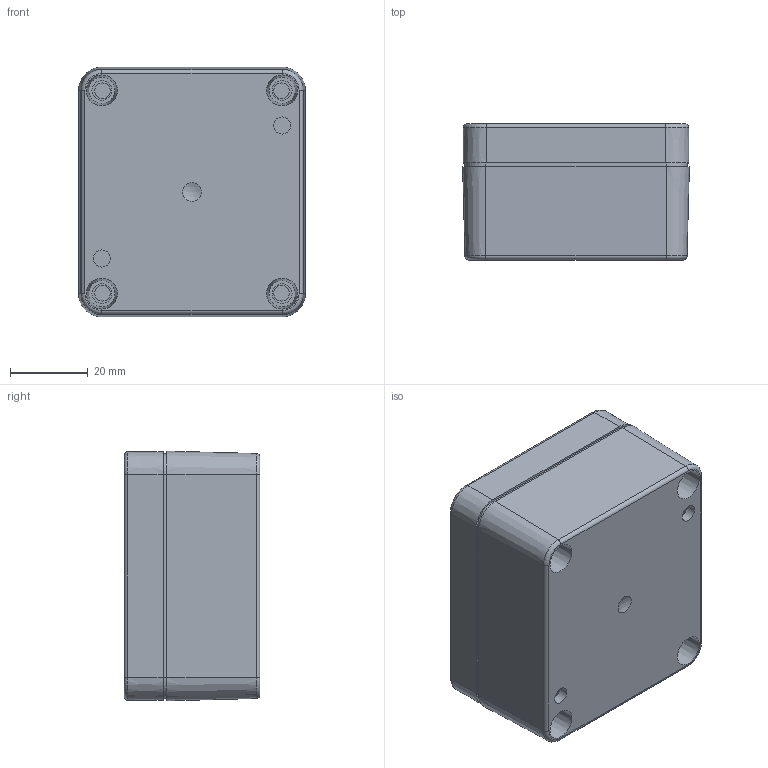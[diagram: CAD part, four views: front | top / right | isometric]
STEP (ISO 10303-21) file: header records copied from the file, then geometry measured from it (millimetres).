
FILE_DESCRIPTION (( 'STEP AP214' ), '1' );
FILE_NAME ('WC-20+1508.STEP', '2011-09-07T20:56:34', ( 'Designer2010' ), ( '' ), 'SwSTEP 2.0', 'SolidWorks 2011', '' );
FILE_SCHEMA (( 'AUTOMOTIVE_DESIGN' ));
Length unit declared in the file: inch
Products named in the file (6): SCREWS-SSM4-20-4; SCREWS-SSM4-20; W_-20B-PCB_WP-20B*15-PCB; W_-20C_WC-20C*08; W_-20B_WP-20B*15; WC-20+1508
Assembly tree (8 placements, depth 3):
  WC-20+1508
    SCREWS-SSM4-20-4
      SCREWS-SSM4-20  x4
    W_-20C_WC-20C*08
    W_-20B-PCB_WP-20B*15-PCB
    W_-20B_WP-20B*15
Bounding box: 58.22 x 34.9 x 64.11 mm (x, y, z)
Volume: 49583.7 mm3; surface area: 45015.2 mm2
Topology: 12 solids, 12 shells, 560 faces, 1340 edges, 854 vertices
Faces by surface type: plane 265, cylinder 116, cone 92, bspline 54, torus 32, sphere 1
Full cylindrical faces by diameter (mm): 1.905 x6, 2.286 x2, 3.3 x4, 3.429 x2, 3.5 x4, 3.607 x4, 4 x4, 4.064 x4, 4.369 x10, 5.08 x8, 7.874 x4
Entity records: 15037 total; most frequent: CARTESIAN_POINT 3603, DIRECTION 2190, ORIENTED_EDGE 2048, EDGE_CURVE 1024, AXIS2_PLACEMENT_3D 853, VERTEX_POINT 690, EDGE_LOOP 604, FACE_OUTER_BOUND 510
